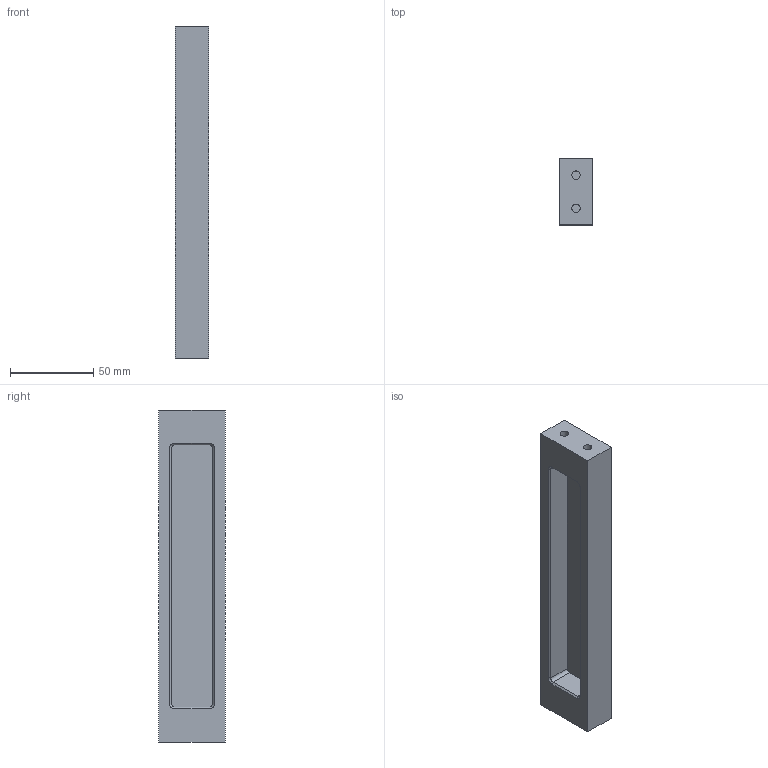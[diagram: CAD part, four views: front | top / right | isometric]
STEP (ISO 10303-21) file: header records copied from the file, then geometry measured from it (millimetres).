
FILE_DESCRIPTION(/* description */ (''),/* implementation_level */ '2;1');
FILE_NAME(/* name */ 'T-UPRIGHT.0.4.step',/* time_stamp */ '2020-07-06T12:19:47+01:00',/* author */ (''),/* organization */ (''),/* preprocessor_version */ 'ST-DEVELOPER v18.1',/* originating_system */ 'Autodesk Translation Framework v9.3.0.1241',/* authorisation */ '');
FILE_SCHEMA (('AUTOMOTIVE_DESIGN { 1 0 10303 214 3 1 1 }'));
Length unit declared in the file: millimetre
Products named in the file (2): T-UPRIGHT; T-UPRIGHT_1
Assembly tree (1 placements, depth 2):
  T-UPRIGHT
    T-UPRIGHT_1
Bounding box: 20 x 40 x 200 mm (x, y, z)
Volume: 99225.4 mm3; surface area: 31934.7 mm2
Topology: 1 solids, 1 shells, 31 faces, 64 edges, 40 vertices
Faces by surface type: plane 19, cylinder 8, cone 4
Full cylindrical faces by diameter (mm): 5.035 x4
Entity records: 883 total; most frequent: DIRECTION 154, CARTESIAN_POINT 139, ORIENTED_EDGE 128, EDGE_CURVE 64, AXIS2_PLACEMENT_3D 55, LINE 44, VECTOR 44, VERTEX_POINT 40
